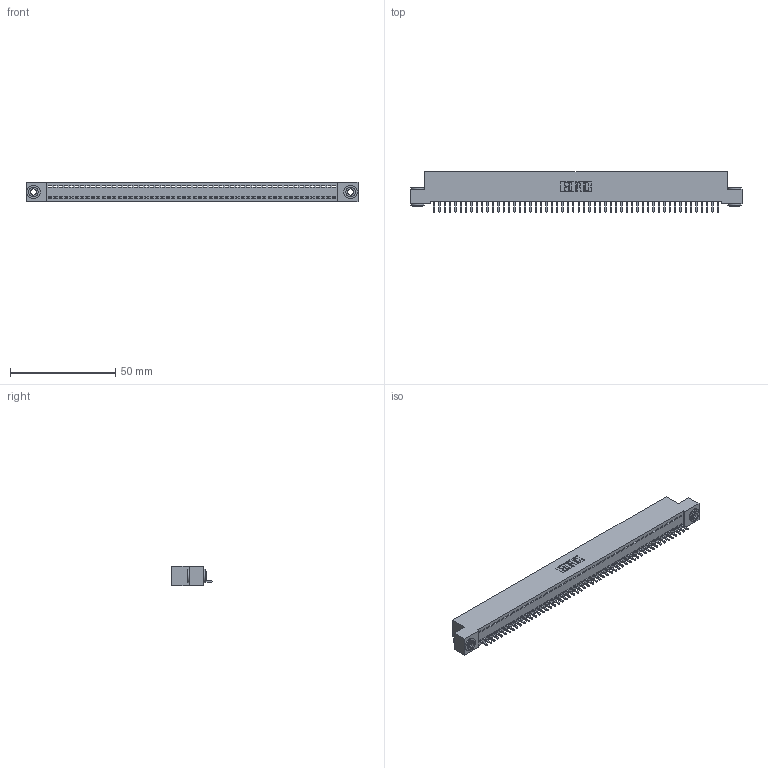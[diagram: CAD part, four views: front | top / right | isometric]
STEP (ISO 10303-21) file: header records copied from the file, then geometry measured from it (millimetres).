
FILE_DESCRIPTION (( 'STEP AP203' ), '1' );
FILE_NAME ('342-054-521-103.STEP', '2018-08-12T23:47:56', ( '' ), ( '' ), 'SwSTEP 2.0', 'SolidWorks 2016', '' );
FILE_SCHEMA (( 'CONFIG_CONTROL_DESIGN' ));
Length unit declared in the file: inch
Products named in the file (4): 342 Part_.156 TH; 345-292-001_345-293-121; 342-250-002_345-250-002-102; 342-054-521-103
Assembly tree (57 placements, depth 2):
  342-054-521-103
    342 Part_.156 TH
    345-292-001_345-293-121  x54
    342-250-002_345-250-002-102  x2
Bounding box: 157.48 x 19.06 x 9.4 mm (x, y, z)
Volume: 13721.2 mm3; surface area: 20009.5 mm2
Topology: 57 solids, 57 shells, 3280 faces, 9879 edges, 6510 vertices
Faces by surface type: plane 2344, cylinder 928, cone 8
Entity records: 31996 total; most frequent: CARTESIAN_POINT 5495, ORIENTED_EDGE 5478, DIRECTION 4645, EDGE_CURVE 2739, VECTOR 2587, LINE 2587, VERTEX_POINT 1822, AXIS2_PLACEMENT_3D 1029
